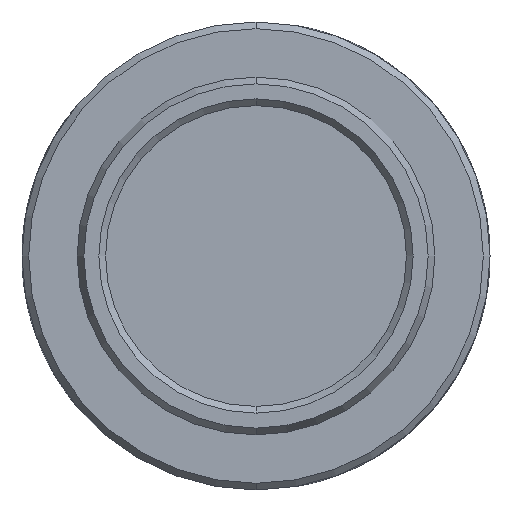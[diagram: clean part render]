
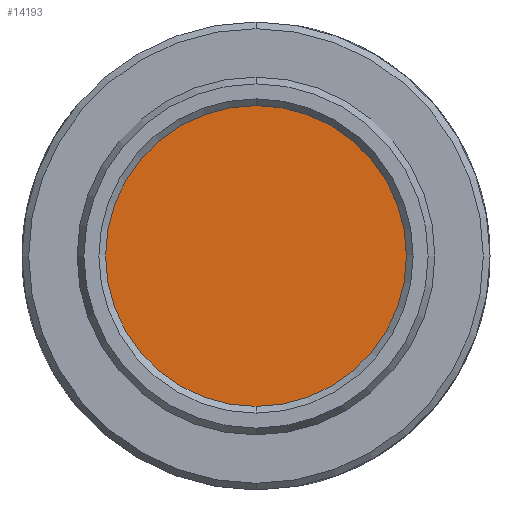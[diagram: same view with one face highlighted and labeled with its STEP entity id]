
A CAD part, left-side view. The second image highlights one B-rep face of the part: STEP entity #14193.
In plain terms, the highlighted planar face has unit normal (-1, 0, 0).
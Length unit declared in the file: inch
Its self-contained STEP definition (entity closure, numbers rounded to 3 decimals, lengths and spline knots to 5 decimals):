
#357 = CARTESIAN_POINT ( 'NONE',  ( -0.095, 0., 0. ) ) ;
#1305 = ORIENTED_EDGE ( 'NONE', *, *, #8924, .F. ) ;
#1451 = VERTEX_POINT ( 'NONE', #7943 ) ;
#1811 = VERTEX_POINT ( 'NONE', #6569 ) ;
#3647 = CARTESIAN_POINT ( 'NONE',  ( -0.095, 0., 0. ) ) ;
#4647 = EDGE_CURVE ( 'NONE', #1811, #1451, #11059, .T. ) ;
#4724 = FACE_OUTER_BOUND ( 'NONE', #15976, .T. ) ;
#4934 = ORIENTED_EDGE ( 'NONE', *, *, #4647, .F. ) ;
#5068 = DIRECTION ( 'NONE',  ( 0., 0., 1. ) ) ;
#5220 = AXIS2_PLACEMENT_3D ( 'NONE', #14010, #5507, #15430 ) ;
#5507 = DIRECTION ( 'NONE',  ( 1., 0., 0. ) ) ;
#6569 = CARTESIAN_POINT ( 'NONE',  ( -0.095, 0., -0.25 ) ) ;
#7017 = CIRCLE ( 'NONE', #16318, 0.25 ) ;
#7517 = DIRECTION ( 'NONE',  ( 1., 0., 0. ) ) ;
#7943 = CARTESIAN_POINT ( 'NONE',  ( -0.095, 0., 0.25 ) ) ;
#8924 = EDGE_CURVE ( 'NONE', #1451, #1811, #7017, .T. ) ;
#10753 = AXIS2_PLACEMENT_3D ( 'NONE', #357, #7517, #17465 ) ;
#11059 = CIRCLE ( 'NONE', #5220, 0.25 ) ;
#13579 = DIRECTION ( 'NONE',  ( 1., 0., 0. ) ) ;
#14010 = CARTESIAN_POINT ( 'NONE',  ( -0.095, 0., 0. ) ) ;
#14193 = ADVANCED_FACE ( 'NONE', ( #4724 ), #16041, .F. ) ;
#15430 = DIRECTION ( 'NONE',  ( 0., 0., 1. ) ) ;
#15976 = EDGE_LOOP ( 'NONE', ( #1305, #4934 ) ) ;
#16041 = PLANE ( 'NONE',  #10753 ) ;
#16318 = AXIS2_PLACEMENT_3D ( 'NONE', #3647, #13579, #5068 ) ;
#17465 = DIRECTION ( 'NONE',  ( 0., 0., 1. ) ) ;
